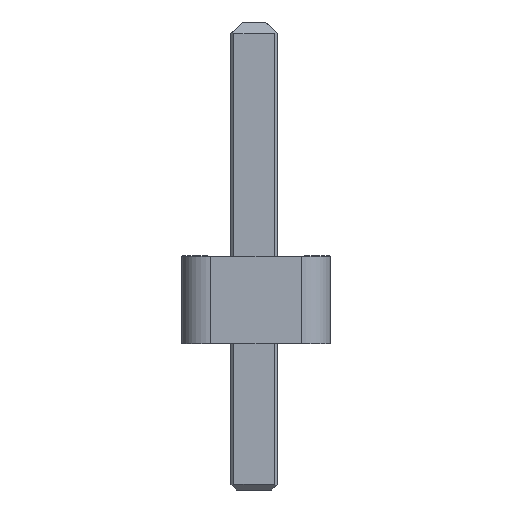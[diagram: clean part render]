
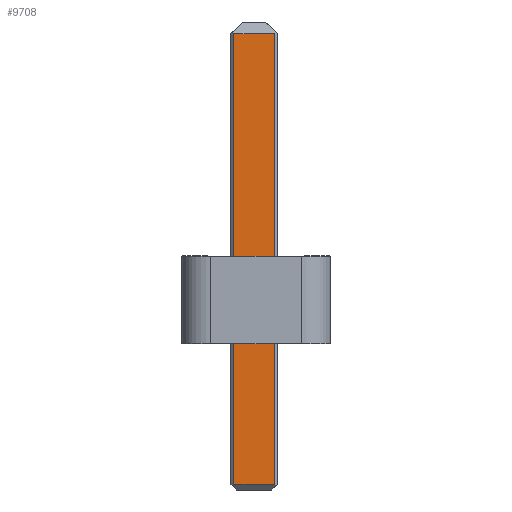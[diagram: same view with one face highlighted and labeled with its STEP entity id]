
A CAD part, left-side view. The second image highlights one B-rep face of the part: STEP entity #9708.
In plain terms, the highlighted planar face has unit normal (-1, 0, 0).
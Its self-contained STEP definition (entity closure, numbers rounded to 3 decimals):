
#812=FACE_OUTER_BOUND('',#1356,.T.);
#1356=EDGE_LOOP('',(#8697,#8698,#8699,#8700));
#2530=LINE('',#15627,#3746);
#2558=LINE('',#15682,#3774);
#2564=LINE('',#15695,#3780);
#2570=LINE('',#15706,#3786);
#3746=VECTOR('',#12867,10.);
#3774=VECTOR('',#12909,10.);
#3780=VECTOR('',#12921,10.);
#3786=VECTOR('',#12931,10.);
#4658=VERTEX_POINT('',#15624);
#4659=VERTEX_POINT('',#15626);
#4679=VERTEX_POINT('',#15680);
#4683=VERTEX_POINT('',#15694);
#5986=EDGE_CURVE('',#4658,#4659,#2530,.T.);
#6014=EDGE_CURVE('',#4679,#4658,#2558,.T.);
#6020=EDGE_CURVE('',#4659,#4683,#2564,.T.);
#6026=EDGE_CURVE('',#4683,#4679,#2570,.T.);
#8697=ORIENTED_EDGE('',*,*,#5986,.F.);
#8698=ORIENTED_EDGE('',*,*,#6014,.F.);
#8699=ORIENTED_EDGE('',*,*,#6026,.F.);
#8700=ORIENTED_EDGE('',*,*,#6020,.F.);
#9180=PLANE('',#10410);
#9708=ADVANCED_FACE('',(#812),#9180,.T.);
#10410=AXIS2_PLACEMENT_3D('',#15710,#12934,#12935);
#12867=DIRECTION('',(0.,1.,0.));
#12909=DIRECTION('',(0.,0.,-1.));
#12921=DIRECTION('',(0.,0.,1.));
#12931=DIRECTION('',(0.,-1.,0.));
#12934=DIRECTION('center_axis',(-1.,0.,0.));
#12935=DIRECTION('ref_axis',(0.,0.,1.));
#15624=CARTESIAN_POINT('',(-19.42,-0.32,-2.4));
#15626=CARTESIAN_POINT('',(-19.42,0.38,-2.4));
#15627=CARTESIAN_POINT('',(-19.42,-0.32,-2.4));
#15680=CARTESIAN_POINT('',(-19.42,-0.32,5.3));
#15682=CARTESIAN_POINT('',(-19.42,-0.32,5.3));
#15694=CARTESIAN_POINT('',(-19.42,0.38,5.3));
#15695=CARTESIAN_POINT('',(-19.42,0.38,-2.4));
#15706=CARTESIAN_POINT('',(-19.42,0.38,5.3));
#15710=CARTESIAN_POINT('Origin',(-19.42,0.03,-2.41));
